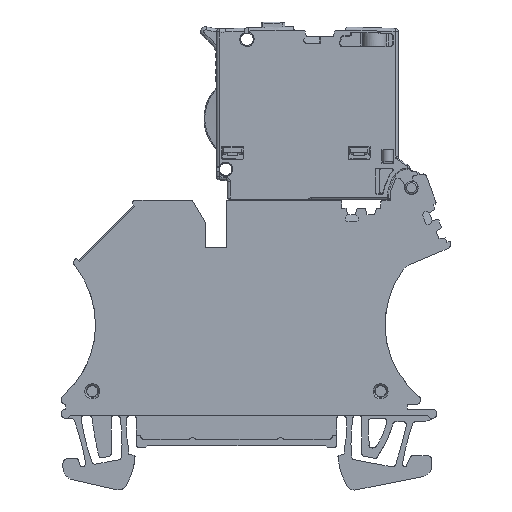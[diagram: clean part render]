
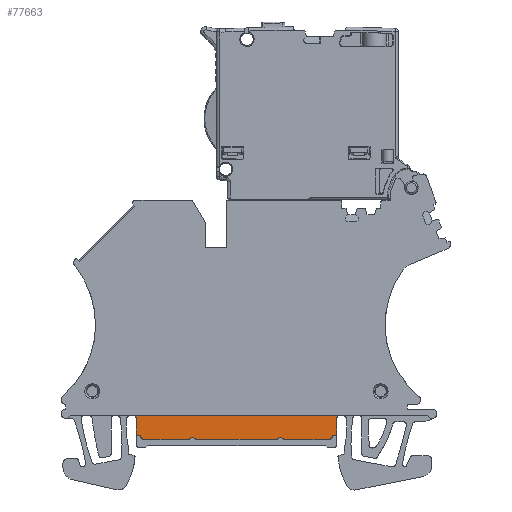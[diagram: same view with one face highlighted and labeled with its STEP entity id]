
A CAD part, left-side view. The second image highlights one B-rep face of the part: STEP entity #77663.
In plain terms, the highlighted planar face has unit normal (-1, 0, 0).
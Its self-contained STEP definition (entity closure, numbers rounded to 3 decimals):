
#22829=AXIS2_PLACEMENT_3D('Circle Axis2P3D',#22827,#22828,$) ;
#49299=AXIS2_PLACEMENT_3D('Circle Axis2P3D',#49297,#49298,$) ;
#49343=AXIS2_PLACEMENT_3D('Circle Axis2P3D',#49341,#49342,$) ;
#49369=AXIS2_PLACEMENT_3D('Circle Axis2P3D',#49367,#49368,$) ;
#49413=AXIS2_PLACEMENT_3D('Circle Axis2P3D',#49411,#49412,$) ;
#64365=AXIS2_PLACEMENT_3D('Circle Axis2P3D',#64363,#64364,$) ;
#64396=AXIS2_PLACEMENT_3D('Circle Axis2P3D',#64394,#64395,$) ;
#77623=AXIS2_PLACEMENT_3D('Circle Axis2P3D',#77621,#77622,$) ;
#77636=AXIS2_PLACEMENT_3D('Plane Axis2P3D',#77633,#77634,#77635) ;
#22824=CARTESIAN_POINT('Vertex',(1.2,50.228,11.4)) ;
#22827=CARTESIAN_POINT('Axis2P3D Location',(1.2,50.728,11.4)) ;
#22831=CARTESIAN_POINT('Vertex',(1.2,50.728,11.9)) ;
#23078=CARTESIAN_POINT('Vertex',(1.2,50.228,8.75)) ;
#23083=CARTESIAN_POINT('Line Origine',(1.2,50.228,10.075)) ;
#23210=CARTESIAN_POINT('Vertex',(1.2,49.507,8.75)) ;
#23213=CARTESIAN_POINT('Line Origine',(1.2,49.868,8.75)) ;
#49226=CARTESIAN_POINT('Vertex',(1.2,18.949,8.55)) ;
#49242=CARTESIAN_POINT('Vertex',(1.2,18.949,8.75)) ;
#49245=CARTESIAN_POINT('Line Origine',(1.2,18.949,8.65)) ;
#49261=CARTESIAN_POINT('Vertex',(1.2,18.228,8.75)) ;
#49266=CARTESIAN_POINT('Line Origine',(1.2,18.588,8.75)) ;
#49294=CARTESIAN_POINT('Vertex',(1.2,41.228,8.371)) ;
#49297=CARTESIAN_POINT('Axis2P3D Location',(1.2,41.228,7.75)) ;
#49301=CARTESIAN_POINT('Vertex',(1.2,41.76,8.071)) ;
#49338=CARTESIAN_POINT('Vertex',(1.2,40.696,8.071)) ;
#49341=CARTESIAN_POINT('Axis2P3D Location',(1.2,41.228,7.75)) ;
#49364=CARTESIAN_POINT('Vertex',(1.2,27.228,8.371)) ;
#49367=CARTESIAN_POINT('Axis2P3D Location',(1.2,27.228,7.75)) ;
#49371=CARTESIAN_POINT('Vertex',(1.2,27.76,8.071)) ;
#49408=CARTESIAN_POINT('Vertex',(1.2,26.696,8.071)) ;
#49411=CARTESIAN_POINT('Axis2P3D Location',(1.2,27.228,7.75)) ;
#64320=CARTESIAN_POINT('Line Origine',(1.2,34.228,8.071)) ;
#64336=CARTESIAN_POINT('Vertex',(1.2,49.028,8.071)) ;
#64346=CARTESIAN_POINT('Line Origine',(1.2,45.394,8.071)) ;
#64363=CARTESIAN_POINT('Axis2P3D Location',(1.2,49.028,8.55)) ;
#64367=CARTESIAN_POINT('Vertex',(1.2,49.507,8.55)) ;
#64394=CARTESIAN_POINT('Axis2P3D Location',(1.2,19.428,8.55)) ;
#64398=CARTESIAN_POINT('Vertex',(1.2,19.428,8.071)) ;
#64425=CARTESIAN_POINT('Line Origine',(1.2,23.062,8.071)) ;
#77174=CARTESIAN_POINT('Vertex',(1.2,18.228,11.4)) ;
#77177=CARTESIAN_POINT('Line Origine',(1.2,18.228,10.075)) ;
#77309=CARTESIAN_POINT('Line Origine',(1.2,49.507,8.65)) ;
#77618=CARTESIAN_POINT('Vertex',(1.2,17.728,11.9)) ;
#77621=CARTESIAN_POINT('Axis2P3D Location',(1.2,17.728,11.4)) ;
#77633=CARTESIAN_POINT('Axis2P3D Location',(1.2,39.453,11.9)) ;
#77638=CARTESIAN_POINT('Line Origine',(1.2,34.228,11.9)) ;
#22828=DIRECTION('Axis2P3D Direction',(-1.,0.,0.)) ;
#23084=DIRECTION('Vector Direction',(0.,0.,1.)) ;
#23214=DIRECTION('Vector Direction',(0.,1.,0.)) ;
#49246=DIRECTION('Vector Direction',(0.,0.,-1.)) ;
#49267=DIRECTION('Vector Direction',(0.,-1.,0.)) ;
#49298=DIRECTION('Axis2P3D Direction',(1.,0.,0.)) ;
#49342=DIRECTION('Axis2P3D Direction',(1.,0.,0.)) ;
#49368=DIRECTION('Axis2P3D Direction',(1.,0.,0.)) ;
#49412=DIRECTION('Axis2P3D Direction',(1.,0.,0.)) ;
#64321=DIRECTION('Vector Direction',(0.,-1.,0.)) ;
#64347=DIRECTION('Vector Direction',(0.,-1.,0.)) ;
#64364=DIRECTION('Axis2P3D Direction',(-1.,0.,0.)) ;
#64395=DIRECTION('Axis2P3D Direction',(-1.,0.,0.)) ;
#64426=DIRECTION('Vector Direction',(0.,-1.,0.)) ;
#77178=DIRECTION('Vector Direction',(0.,0.,1.)) ;
#77310=DIRECTION('Vector Direction',(0.,0.,1.)) ;
#77622=DIRECTION('Axis2P3D Direction',(-1.,0.,0.)) ;
#77634=DIRECTION('Axis2P3D Direction',(-1.,0.,0.)) ;
#77635=DIRECTION('Axis2P3D XDirection',(0.,0.,1.)) ;
#77639=DIRECTION('Vector Direction',(0.,-1.,0.)) ;
#23085=VECTOR('Line Direction',#23084,1.) ;
#23215=VECTOR('Line Direction',#23214,1.) ;
#49247=VECTOR('Line Direction',#49246,1.) ;
#49268=VECTOR('Line Direction',#49267,1.) ;
#64322=VECTOR('Line Direction',#64321,1.) ;
#64348=VECTOR('Line Direction',#64347,1.) ;
#64427=VECTOR('Line Direction',#64426,1.) ;
#77179=VECTOR('Line Direction',#77178,1.) ;
#77311=VECTOR('Line Direction',#77310,1.) ;
#77640=VECTOR('Line Direction',#77639,1.) ;
#77644=ORIENTED_EDGE('',*,*,#64429,.T.) ;
#77645=ORIENTED_EDGE('',*,*,#64400,.T.) ;
#77646=ORIENTED_EDGE('',*,*,#49249,.F.) ;
#77647=ORIENTED_EDGE('',*,*,#49270,.F.) ;
#77648=ORIENTED_EDGE('',*,*,#77181,.T.) ;
#77649=ORIENTED_EDGE('',*,*,#77625,.T.) ;
#77650=ORIENTED_EDGE('',*,*,#77642,.F.) ;
#77651=ORIENTED_EDGE('',*,*,#22833,.T.) ;
#77652=ORIENTED_EDGE('',*,*,#23087,.F.) ;
#77653=ORIENTED_EDGE('',*,*,#23217,.F.) ;
#77654=ORIENTED_EDGE('',*,*,#77313,.F.) ;
#77655=ORIENTED_EDGE('',*,*,#64369,.T.) ;
#77656=ORIENTED_EDGE('',*,*,#64350,.T.) ;
#77657=ORIENTED_EDGE('',*,*,#49303,.F.) ;
#77658=ORIENTED_EDGE('',*,*,#49345,.F.) ;
#77659=ORIENTED_EDGE('',*,*,#64324,.T.) ;
#77660=ORIENTED_EDGE('',*,*,#49373,.F.) ;
#77661=ORIENTED_EDGE('',*,*,#49415,.F.) ;
#77663=ADVANCED_FACE('Brep With Voids',(#77662),#77637,.T.) ;
#22830=CIRCLE('generated circle',#22829,0.5) ;
#49300=CIRCLE('generated circle',#49299,0.621) ;
#49344=CIRCLE('generated circle',#49343,0.621) ;
#49370=CIRCLE('generated circle',#49369,0.621) ;
#49414=CIRCLE('generated circle',#49413,0.621) ;
#64366=CIRCLE('generated circle',#64365,0.479) ;
#64397=CIRCLE('generated circle',#64396,0.479) ;
#77624=CIRCLE('generated circle',#77623,0.5) ;
#22833=EDGE_CURVE('',#22832,#22825,#22830,.F.) ;
#23087=EDGE_CURVE('',#23079,#22825,#23086,.T.) ;
#23217=EDGE_CURVE('',#23211,#23079,#23216,.T.) ;
#49249=EDGE_CURVE('',#49243,#49227,#49248,.T.) ;
#49270=EDGE_CURVE('',#49262,#49243,#49269,.F.) ;
#49303=EDGE_CURVE('',#49295,#49302,#49300,.F.) ;
#49345=EDGE_CURVE('',#49339,#49295,#49344,.F.) ;
#49373=EDGE_CURVE('',#49365,#49372,#49370,.F.) ;
#49415=EDGE_CURVE('',#49409,#49365,#49414,.F.) ;
#64324=EDGE_CURVE('',#49339,#49372,#64323,.T.) ;
#64350=EDGE_CURVE('',#64337,#49302,#64349,.T.) ;
#64369=EDGE_CURVE('',#64368,#64337,#64366,.T.) ;
#64400=EDGE_CURVE('',#64399,#49227,#64397,.T.) ;
#64429=EDGE_CURVE('',#49409,#64399,#64428,.T.) ;
#77181=EDGE_CURVE('',#49262,#77175,#77180,.T.) ;
#77313=EDGE_CURVE('',#64368,#23211,#77312,.T.) ;
#77625=EDGE_CURVE('',#77175,#77619,#77624,.F.) ;
#77642=EDGE_CURVE('',#22832,#77619,#77641,.T.) ;
#77643=EDGE_LOOP('',(#77644,#77645,#77646,#77647,#77648,#77649,#77650,#77651,#77652,#77653,#77654,#77655,#77656,#77657,#77658,#77659,#77660,#77661)) ;
#77662=FACE_OUTER_BOUND('',#77643,.T.) ;
#23086=LINE('Line',#23083,#23085) ;
#23216=LINE('Line',#23213,#23215) ;
#49248=LINE('Line',#49245,#49247) ;
#49269=LINE('Line',#49266,#49268) ;
#64323=LINE('Line',#64320,#64322) ;
#64349=LINE('Line',#64346,#64348) ;
#64428=LINE('Line',#64425,#64427) ;
#77180=LINE('Line',#77177,#77179) ;
#77312=LINE('Line',#77309,#77311) ;
#77641=LINE('Line',#77638,#77640) ;
#77637=PLANE('',#77636) ;
#22825=VERTEX_POINT('',#22824) ;
#22832=VERTEX_POINT('',#22831) ;
#23079=VERTEX_POINT('',#23078) ;
#23211=VERTEX_POINT('',#23210) ;
#49227=VERTEX_POINT('',#49226) ;
#49243=VERTEX_POINT('',#49242) ;
#49262=VERTEX_POINT('',#49261) ;
#49295=VERTEX_POINT('',#49294) ;
#49302=VERTEX_POINT('',#49301) ;
#49339=VERTEX_POINT('',#49338) ;
#49365=VERTEX_POINT('',#49364) ;
#49372=VERTEX_POINT('',#49371) ;
#49409=VERTEX_POINT('',#49408) ;
#64337=VERTEX_POINT('',#64336) ;
#64368=VERTEX_POINT('',#64367) ;
#64399=VERTEX_POINT('',#64398) ;
#77175=VERTEX_POINT('',#77174) ;
#77619=VERTEX_POINT('',#77618) ;
